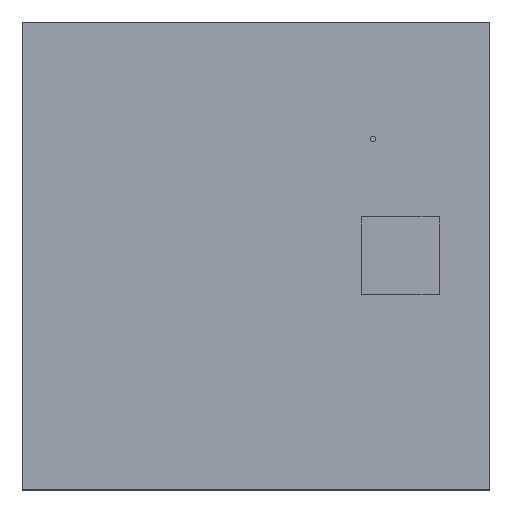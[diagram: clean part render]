
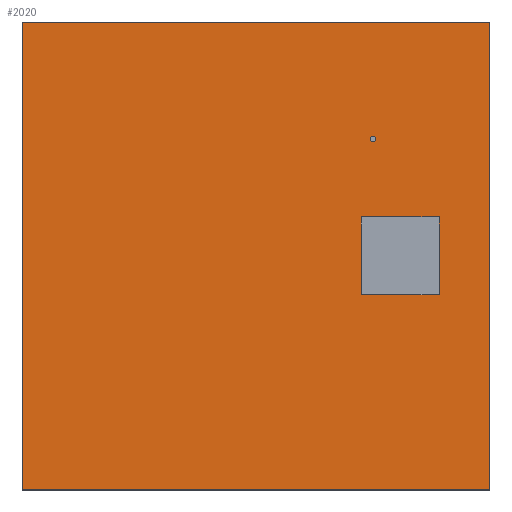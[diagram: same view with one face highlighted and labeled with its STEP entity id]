
A CAD part, top view. The second image highlights one B-rep face of the part: STEP entity #2020.
In plain terms, the highlighted planar face has unit normal (0, 0, 1).
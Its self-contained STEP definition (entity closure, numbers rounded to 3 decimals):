
#3 = LINE ( 'NONE', #221, #782 ) ;
#27 = CIRCLE ( 'NONE', #2138, 0.075 ) ;
#57 = EDGE_LOOP ( 'NONE', ( #2156, #1795 ) ) ;
#100 = CARTESIAN_POINT ( 'NONE',  ( 3., 2.925, 3. ) ) ;
#127 = VECTOR ( 'NONE', #164, 1000. ) ;
#136 = DIRECTION ( 'NONE',  ( 0., 0., -1. ) ) ;
#164 = DIRECTION ( 'NONE',  ( 0., 1., 0. ) ) ;
#212 = CARTESIAN_POINT ( 'NONE',  ( 6., 6., 3. ) ) ;
#221 = CARTESIAN_POINT ( 'NONE',  ( 0., 1., 3. ) ) ;
#300 = EDGE_CURVE ( 'NONE', #1234, #2045, #1725, .T. ) ;
#308 = VECTOR ( 'NONE', #808, 1000. ) ;
#310 = DIRECTION ( 'NONE',  ( 0., -1., 0. ) ) ;
#332 = VERTEX_POINT ( 'NONE', #1212 ) ;
#352 = ORIENTED_EDGE ( 'NONE', *, *, #300, .T. ) ;
#369 = CARTESIAN_POINT ( 'NONE',  ( 4.7, 1., 3. ) ) ;
#375 = VERTEX_POINT ( 'NONE', #100 ) ;
#420 = CIRCLE ( 'NONE', #2210, 0.075 ) ;
#449 = FACE_BOUND ( 'NONE', #1291, .T. ) ;
#452 = VERTEX_POINT ( 'NONE', #524 ) ;
#492 = CARTESIAN_POINT ( 'NONE',  ( 3., 3., 3. ) ) ;
#523 = ORIENTED_EDGE ( 'NONE', *, *, #1956, .T. ) ;
#524 = CARTESIAN_POINT ( 'NONE',  ( 6., -6., 3. ) ) ;
#525 = DIRECTION ( 'NONE',  ( -1., 0., 0. ) ) ;
#526 = CARTESIAN_POINT ( 'NONE',  ( 2.7, 1., 3. ) ) ;
#533 = CARTESIAN_POINT ( 'NONE',  ( 0., -6., 3. ) ) ;
#553 = LINE ( 'NONE', #937, #1902 ) ;
#669 = EDGE_CURVE ( 'NONE', #375, #1859, #420, .T. ) ;
#675 = ORIENTED_EDGE ( 'NONE', *, *, #2150, .T. ) ;
#715 = LINE ( 'NONE', #1288, #127 ) ;
#782 = VECTOR ( 'NONE', #949, 1000. ) ;
#808 = DIRECTION ( 'NONE',  ( 0., -1., 0. ) ) ;
#831 = VECTOR ( 'NONE', #2103, 1000. ) ;
#835 = CARTESIAN_POINT ( 'NONE',  ( -6., 0., 3. ) ) ;
#884 = CARTESIAN_POINT ( 'NONE',  ( 3., 3., 3. ) ) ;
#922 = LINE ( 'NONE', #1658, #1783 ) ;
#934 = EDGE_LOOP ( 'NONE', ( #352, #1680, #523, #2221 ) ) ;
#937 = CARTESIAN_POINT ( 'NONE',  ( 6., 0., 3. ) ) ;
#949 = DIRECTION ( 'NONE',  ( 1., 0., 0. ) ) ;
#1028 = VERTEX_POINT ( 'NONE', #369 ) ;
#1034 = CARTESIAN_POINT ( 'NONE',  ( 4.7, -1., 3. ) ) ;
#1038 = EDGE_CURVE ( 'NONE', #1901, #1234, #922, .T. ) ;
#1069 = DIRECTION ( 'NONE',  ( -1., 0., 0. ) ) ;
#1091 = LINE ( 'NONE', #533, #2185 ) ;
#1150 = EDGE_CURVE ( 'NONE', #2045, #452, #1091, .T. ) ;
#1180 = CARTESIAN_POINT ( 'NONE',  ( 0., 0., 3. ) ) ;
#1212 = CARTESIAN_POINT ( 'NONE',  ( 2.7, -1., 3. ) ) ;
#1234 = VERTEX_POINT ( 'NONE', #2345 ) ;
#1240 = ORIENTED_EDGE ( 'NONE', *, *, #1327, .T. ) ;
#1277 = DIRECTION ( 'NONE',  ( 1., 0., 0. ) ) ;
#1288 = CARTESIAN_POINT ( 'NONE',  ( 2.7, 0., 3. ) ) ;
#1291 = EDGE_LOOP ( 'NONE', ( #675, #2072, #1240, #1709 ) ) ;
#1327 = EDGE_CURVE ( 'NONE', #2038, #332, #1384, .T. ) ;
#1384 = LINE ( 'NONE', #1927, #2027 ) ;
#1403 = DIRECTION ( 'NONE',  ( 0., -1., 0. ) ) ;
#1559 = EDGE_CURVE ( 'NONE', #1859, #375, #27, .T. ) ;
#1589 = AXIS2_PLACEMENT_3D ( 'NONE', #1180, #1909, #2100 ) ;
#1658 = CARTESIAN_POINT ( 'NONE',  ( 0., 6., 3. ) ) ;
#1680 = ORIENTED_EDGE ( 'NONE', *, *, #1150, .T. ) ;
#1695 = EDGE_CURVE ( 'NONE', #1028, #2038, #2113, .T. ) ;
#1709 = ORIENTED_EDGE ( 'NONE', *, *, #2322, .T. ) ;
#1725 = LINE ( 'NONE', #835, #308 ) ;
#1783 = VECTOR ( 'NONE', #525, 1000. ) ;
#1795 = ORIENTED_EDGE ( 'NONE', *, *, #1559, .T. ) ;
#1841 = VERTEX_POINT ( 'NONE', #526 ) ;
#1859 = VERTEX_POINT ( 'NONE', #2348 ) ;
#1896 = FACE_BOUND ( 'NONE', #57, .T. ) ;
#1901 = VERTEX_POINT ( 'NONE', #212 ) ;
#1902 = VECTOR ( 'NONE', #2202, 1000. ) ;
#1909 = DIRECTION ( 'NONE',  ( 0., 0., 1. ) ) ;
#1927 = CARTESIAN_POINT ( 'NONE',  ( 0., -1., 3. ) ) ;
#1956 = EDGE_CURVE ( 'NONE', #452, #1901, #553, .T. ) ;
#2020 = ADVANCED_FACE ( 'NONE', ( #2314, #1896, #449 ), #2289, .T. ) ;
#2027 = VECTOR ( 'NONE', #1069, 1000. ) ;
#2038 = VERTEX_POINT ( 'NONE', #1034 ) ;
#2045 = VERTEX_POINT ( 'NONE', #2170 ) ;
#2072 = ORIENTED_EDGE ( 'NONE', *, *, #1695, .T. ) ;
#2100 = DIRECTION ( 'NONE',  ( 1., 0., 0. ) ) ;
#2103 = DIRECTION ( 'NONE',  ( 0., -1., 0. ) ) ;
#2113 = LINE ( 'NONE', #2286, #831 ) ;
#2138 = AXIS2_PLACEMENT_3D ( 'NONE', #884, #2377, #1403 ) ;
#2150 = EDGE_CURVE ( 'NONE', #1841, #1028, #3, .T. ) ;
#2156 = ORIENTED_EDGE ( 'NONE', *, *, #669, .T. ) ;
#2170 = CARTESIAN_POINT ( 'NONE',  ( -6., -6., 3. ) ) ;
#2185 = VECTOR ( 'NONE', #1277, 1000. ) ;
#2202 = DIRECTION ( 'NONE',  ( 0., 1., 0. ) ) ;
#2210 = AXIS2_PLACEMENT_3D ( 'NONE', #492, #136, #310 ) ;
#2221 = ORIENTED_EDGE ( 'NONE', *, *, #1038, .T. ) ;
#2286 = CARTESIAN_POINT ( 'NONE',  ( 4.7, 0., 3. ) ) ;
#2289 = PLANE ( 'NONE',  #1589 ) ;
#2314 = FACE_OUTER_BOUND ( 'NONE', #934, .T. ) ;
#2322 = EDGE_CURVE ( 'NONE', #332, #1841, #715, .T. ) ;
#2345 = CARTESIAN_POINT ( 'NONE',  ( -6., 6., 3. ) ) ;
#2348 = CARTESIAN_POINT ( 'NONE',  ( 3., 3.075, 3. ) ) ;
#2377 = DIRECTION ( 'NONE',  ( 0., 0., -1. ) ) ;
